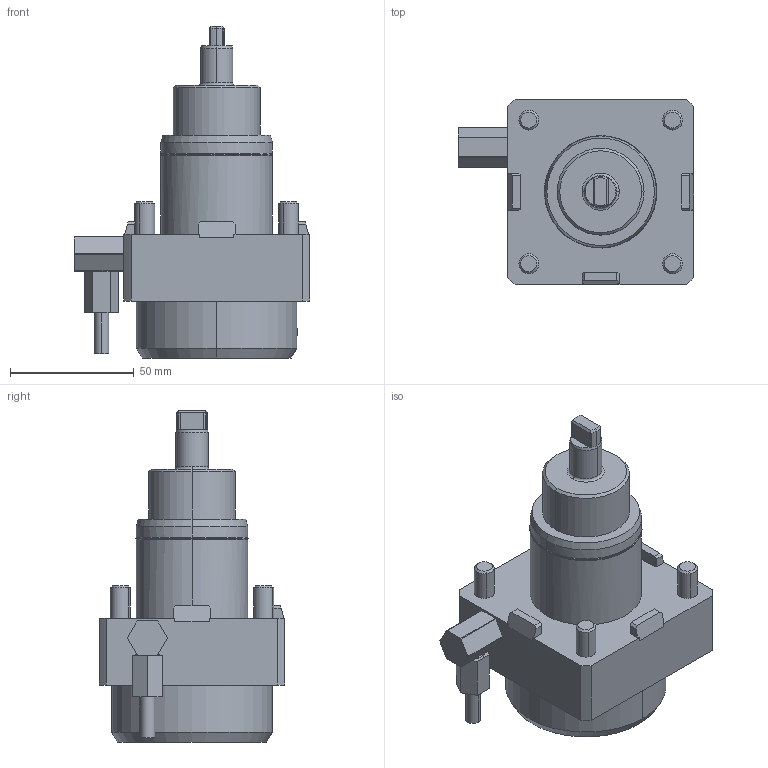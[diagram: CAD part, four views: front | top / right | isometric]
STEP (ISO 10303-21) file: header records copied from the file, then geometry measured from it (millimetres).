
FILE_DESCRIPTION(('HOOPS Exchange Step'),'2;1');
FILE_NAME('Modelcomposition.stp','2024-06-04T12:51:29+00:00',('toolarena-modelservice-ewspro'),('Unknown organisation'),'HOOPS Exchange 2021.2','HOOPS Exchange','Unknown authorisation');
FILE_SCHEMA( ('AP242_MANAGED_MODEL_BASED_3D_ENGINEERING_MIM_LF {1 0 10303 442 1 1 4 }') );
Length unit declared in the file: millimetre
Products named in the file (1): EWS_216689_DIN4003
Bounding box: 94.9 x 75 x 134 mm (x, y, z)
Volume: 313698.9 mm3; surface area: 36348.7 mm2
Topology: 1 solids, 1 shells, 171 faces, 435 edges, 281 vertices
Faces by surface type: plane 89, cylinder 52, cone 24, torus 6
Entity records: 5318 total; most frequent: CARTESIAN_POINT 1035, DIRECTION 920, ORIENTED_EDGE 870, EDGE_CURVE 435, AXIS2_PLACEMENT_3D 326, VERTEX_POINT 281, VECTOR 268, LINE 268
